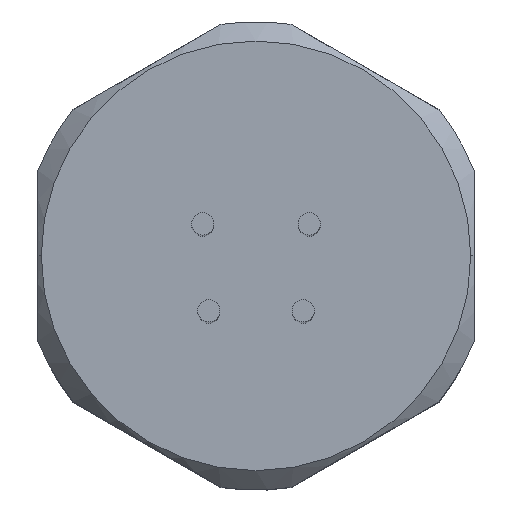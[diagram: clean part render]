
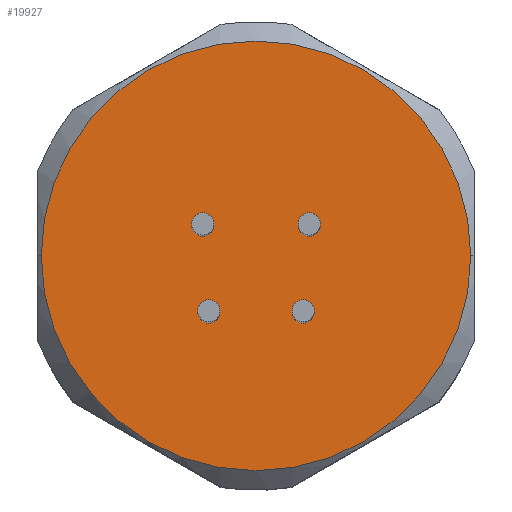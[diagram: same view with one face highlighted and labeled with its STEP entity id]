
A CAD part, top view. The second image highlights one B-rep face of the part: STEP entity #19927.
In plain terms, the highlighted planar face has unit normal (0, 0, 1).
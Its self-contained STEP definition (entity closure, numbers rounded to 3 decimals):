
#8680=CARTESIAN_POINT('',(0.,0.,0.));
#8681=DIRECTION('',(0.,0.,1.));
#8682=DIRECTION('',(1.,0.,0.));
#8683=AXIS2_PLACEMENT_3D('',#8680,#8681,#8682);
#8811=CARTESIAN_POINT('',(0.,0.,0.));
#8812=DIRECTION('',(0.,0.,-1.));
#8813=DIRECTION('',(1.,0.,0.));
#8814=AXIS2_PLACEMENT_3D('',#8811,#8812,#8813);
#8832=CARTESIAN_POINT('',(2.92,-3.48,0.));
#8833=DIRECTION('',(0.,0.,1.));
#8834=DIRECTION('',(0.,1.,0.));
#8835=AXIS2_PLACEMENT_3D('',#8832,#8833,#8834);
#8841=CARTESIAN_POINT('',(2.92,-3.48,0.));
#8842=DIRECTION('',(0.,0.,1.));
#8843=DIRECTION('',(0.,-1.,0.));
#8844=AXIS2_PLACEMENT_3D('',#8841,#8842,#8843);
#8890=CARTESIAN_POINT('',(-2.92,-3.48,0.));
#8891=DIRECTION('',(0.,0.,1.));
#8892=DIRECTION('',(0.,1.,0.));
#8893=AXIS2_PLACEMENT_3D('',#8890,#8891,#8892);
#8899=CARTESIAN_POINT('',(-2.92,-3.48,0.));
#8900=DIRECTION('',(0.,0.,1.));
#8901=DIRECTION('',(0.,-1.,0.));
#8902=AXIS2_PLACEMENT_3D('',#8899,#8900,#8901);
#8908=CARTESIAN_POINT('',(-3.3,1.9,0.));
#8909=DIRECTION('',(0.,0.,1.));
#8910=DIRECTION('',(0.,1.,0.));
#8911=AXIS2_PLACEMENT_3D('',#8908,#8909,#8910);
#8917=CARTESIAN_POINT('',(-3.3,1.9,0.));
#8918=DIRECTION('',(0.,0.,1.));
#8919=DIRECTION('',(0.,-1.,0.));
#8920=AXIS2_PLACEMENT_3D('',#8917,#8918,#8919);
#8926=CARTESIAN_POINT('',(3.3,1.9,0.));
#8927=DIRECTION('',(0.,0.,1.));
#8928=DIRECTION('',(0.,1.,0.));
#8929=AXIS2_PLACEMENT_3D('',#8926,#8927,#8928);
#8935=CARTESIAN_POINT('',(3.3,1.9,0.));
#8936=DIRECTION('',(0.,0.,1.));
#8937=DIRECTION('',(0.,-1.,0.));
#8938=AXIS2_PLACEMENT_3D('',#8935,#8936,#8937);
#10122=CARTESIAN_POINT('',(13.3,0.,0.));
#10123=CARTESIAN_POINT('',(-13.3,0.,0.));
#10124=VERTEX_POINT('',#10122);
#10125=VERTEX_POINT('',#10123);
#11209=CARTESIAN_POINT('',(-2.92,-2.79,0.));
#11210=CARTESIAN_POINT('',(-2.92,-4.17,0.));
#11211=VERTEX_POINT('',#11209);
#11212=VERTEX_POINT('',#11210);
#11213=CARTESIAN_POINT('',(-3.3,2.59,0.));
#11214=CARTESIAN_POINT('',(-3.3,1.21,0.));
#11215=VERTEX_POINT('',#11213);
#11216=VERTEX_POINT('',#11214);
#11217=CARTESIAN_POINT('',(3.3,2.59,0.));
#11218=CARTESIAN_POINT('',(3.3,1.21,0.));
#11219=VERTEX_POINT('',#11217);
#11220=VERTEX_POINT('',#11218);
#11221=CARTESIAN_POINT('',(2.92,-2.79,0.));
#11222=CARTESIAN_POINT('',(2.92,-4.17,0.));
#11223=VERTEX_POINT('',#11221);
#11224=VERTEX_POINT('',#11222);
#19894=CARTESIAN_POINT('',(0.,0.,0.));
#19895=DIRECTION('',(0.,0.,1.));
#19896=DIRECTION('',(-1.,0.,0.));
#19897=AXIS2_PLACEMENT_3D('',#19894,#19895,#19896);
#19898=PLANE('',#19897);
#19899=ORIENTED_EDGE('',*,*,#19886,.T.);
#19900=ORIENTED_EDGE('',*,*,#19775,.F.);
#19901=EDGE_LOOP('',(#19899,#19900));
#19902=FACE_OUTER_BOUND('',#19901,.F.);
#19904=ORIENTED_EDGE('',*,*,#19903,.T.);
#19906=ORIENTED_EDGE('',*,*,#19905,.T.);
#19907=EDGE_LOOP('',(#19904,#19906));
#19908=FACE_BOUND('',#19907,.F.);
#19910=ORIENTED_EDGE('',*,*,#19909,.T.);
#19912=ORIENTED_EDGE('',*,*,#19911,.T.);
#19913=EDGE_LOOP('',(#19910,#19912));
#19914=FACE_BOUND('',#19913,.F.);
#19916=ORIENTED_EDGE('',*,*,#19915,.T.);
#19918=ORIENTED_EDGE('',*,*,#19917,.T.);
#19919=EDGE_LOOP('',(#19916,#19918));
#19920=FACE_BOUND('',#19919,.F.);
#19922=ORIENTED_EDGE('',*,*,#19921,.T.);
#19924=ORIENTED_EDGE('',*,*,#19923,.T.);
#19925=EDGE_LOOP('',(#19922,#19924));
#19926=FACE_BOUND('',#19925,.F.);
#19927=ADVANCED_FACE('',(#19902,#19908,#19914,#19920,#19926),#19898,.T.);
#8684=CIRCLE('',#8683,13.3);
#8815=CIRCLE('',#8814,13.3);
#8836=CIRCLE('',#8835,0.69);
#8845=CIRCLE('',#8844,0.69);
#8894=CIRCLE('',#8893,0.69);
#8903=CIRCLE('',#8902,0.69);
#8912=CIRCLE('',#8911,0.69);
#8921=CIRCLE('',#8920,0.69);
#8930=CIRCLE('',#8929,0.69);
#8939=CIRCLE('',#8938,0.69);
#19775=EDGE_CURVE('',#10124,#10125,#8684,.T.);
#19886=EDGE_CURVE('',#10124,#10125,#8815,.T.);
#19903=EDGE_CURVE('',#11219,#11220,#8930,.T.);
#19905=EDGE_CURVE('',#11220,#11219,#8939,.T.);
#19909=EDGE_CURVE('',#11215,#11216,#8912,.T.);
#19911=EDGE_CURVE('',#11216,#11215,#8921,.T.);
#19915=EDGE_CURVE('',#11211,#11212,#8894,.T.);
#19917=EDGE_CURVE('',#11212,#11211,#8903,.T.);
#19921=EDGE_CURVE('',#11223,#11224,#8836,.T.);
#19923=EDGE_CURVE('',#11224,#11223,#8845,.T.);
